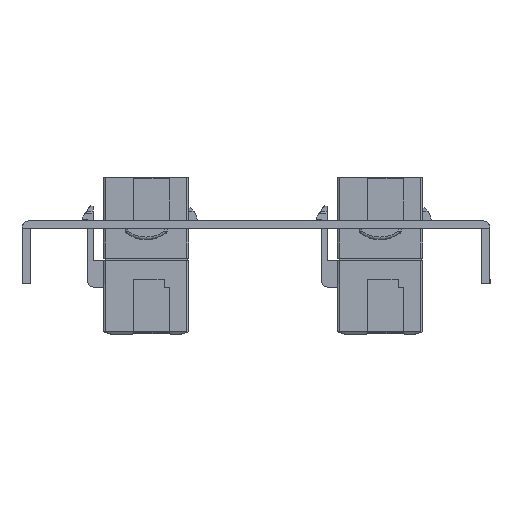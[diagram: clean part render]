
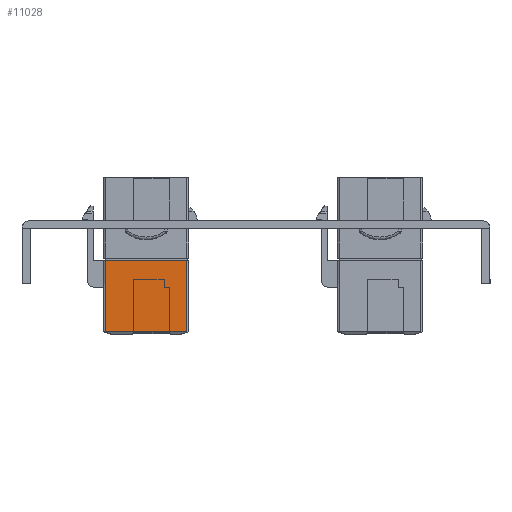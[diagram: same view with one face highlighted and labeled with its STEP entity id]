
A CAD part, left-side view. The second image highlights one B-rep face of the part: STEP entity #11028.
In plain terms, the highlighted face is planar.
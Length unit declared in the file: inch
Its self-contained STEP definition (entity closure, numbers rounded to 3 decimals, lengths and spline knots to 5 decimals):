
#281 = VERTEX_POINT ( 'NONE', #4612 ) ;
#842 = ORIENTED_EDGE ( 'NONE', *, *, #15883, .T. ) ;
#2097 = EDGE_LOOP ( 'NONE', ( #4712, #4088, #10268, #842 ) ) ;
#3021 = LINE ( 'NONE', #9601, #7358 ) ;
#3523 = DIRECTION ( 'NONE',  ( -1., 0., 0. ) ) ;
#3826 = VERTEX_POINT ( 'NONE', #4544 ) ;
#4088 = ORIENTED_EDGE ( 'NONE', *, *, #8461, .T. ) ;
#4220 = VECTOR ( 'NONE', #15727, 39.37008 ) ;
#4544 = CARTESIAN_POINT ( 'NONE',  ( 0.2874, -0.56693, -0.30374 ) ) ;
#4612 = CARTESIAN_POINT ( 'NONE',  ( 0.2874, -0.03543, 0.30374 ) ) ;
#4689 = CARTESIAN_POINT ( 'NONE',  ( 0.2874, -0.56693, 0.30374 ) ) ;
#4712 = ORIENTED_EDGE ( 'NONE', *, *, #11151, .T. ) ;
#4814 = LINE ( 'NONE', #15950, #10998 ) ;
#4924 = CARTESIAN_POINT ( 'NONE',  ( 0.2874, -0.03543, -0.30374 ) ) ;
#5026 = CARTESIAN_POINT ( 'NONE',  ( 0.2874, 0.58661, -0.30374 ) ) ;
#7358 = VECTOR ( 'NONE', #10925, 39.37008 ) ;
#7405 = VERTEX_POINT ( 'NONE', #4689 ) ;
#7566 = FACE_OUTER_BOUND ( 'NONE', #2097, .T. ) ;
#8368 = VECTOR ( 'NONE', #12374, 39.37008 ) ;
#8461 = EDGE_CURVE ( 'NONE', #3826, #9926, #8485, .T. ) ;
#8485 = LINE ( 'NONE', #5026, #8368 ) ;
#8553 = DIRECTION ( 'NONE',  ( 0., 0., 1. ) ) ;
#8935 = AXIS2_PLACEMENT_3D ( 'NONE', #14835, #3523, #8553 ) ;
#9601 = CARTESIAN_POINT ( 'NONE',  ( 0.2874, -0.56693, -0.31949 ) ) ;
#9926 = VERTEX_POINT ( 'NONE', #4924 ) ;
#10268 = ORIENTED_EDGE ( 'NONE', *, *, #11183, .F. ) ;
#10836 = DIRECTION ( 'NONE',  ( 0., -1., 0. ) ) ;
#10925 = DIRECTION ( 'NONE',  ( 0., 0., -1. ) ) ;
#10998 = VECTOR ( 'NONE', #10836, 39.37008 ) ;
#11028 = ADVANCED_FACE ( 'NONE', ( #7566 ), #16066, .F. ) ;
#11151 = EDGE_CURVE ( 'NONE', #7405, #3826, #3021, .T. ) ;
#11183 = EDGE_CURVE ( 'NONE', #281, #9926, #14333, .T. ) ;
#12374 = DIRECTION ( 'NONE',  ( 0., 1., 0. ) ) ;
#13258 = CARTESIAN_POINT ( 'NONE',  ( 0.2874, -0.03543, 0.31949 ) ) ;
#14333 = LINE ( 'NONE', #13258, #4220 ) ;
#14835 = CARTESIAN_POINT ( 'NONE',  ( 0.2874, 0.58661, -0.31949 ) ) ;
#15727 = DIRECTION ( 'NONE',  ( 0., 0., -1. ) ) ;
#15883 = EDGE_CURVE ( 'NONE', #281, #7405, #4814, .T. ) ;
#15950 = CARTESIAN_POINT ( 'NONE',  ( 0.2874, 0.58661, 0.30374 ) ) ;
#16066 = PLANE ( 'NONE',  #8935 ) ;
